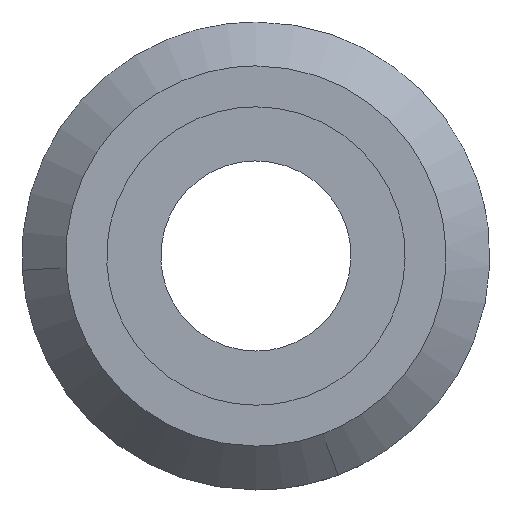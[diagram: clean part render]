
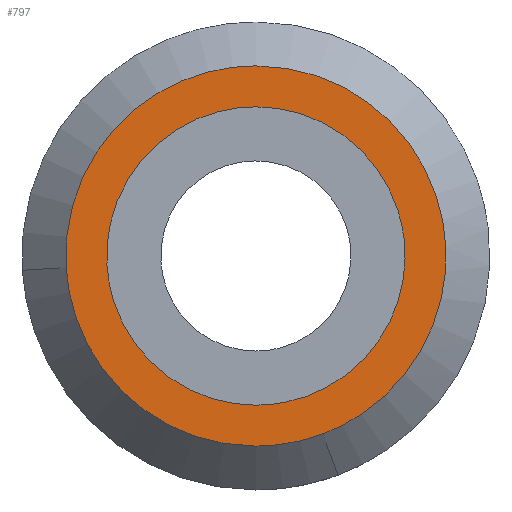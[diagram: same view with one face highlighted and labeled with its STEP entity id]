
A CAD part, front view. The second image highlights one B-rep face of the part: STEP entity #797.
In plain terms, the highlighted free-form (B-spline) face has degree [1, 1] with [2, 2] control points.
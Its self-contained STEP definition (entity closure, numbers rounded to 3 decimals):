
#79=CARTESIAN_POINT('',(2.286,-1.5,-6.085));
#80=VERTEX_POINT('',#79);
#86=CARTESIAN_POINT('',(0.0,-1.5,-6.5));
#87=VERTEX_POINT('',#86);
#88=CARTESIAN_POINT('',(2.286,-1.5,-6.085));
#89=CARTESIAN_POINT('',(1.18,-1.5,-6.5));
#90=CARTESIAN_POINT('',(0.0,-1.5,-6.5));
#98=(BOUNDED_CURVE()B_SPLINE_CURVE(2,(#88,#89,#90),.UNSPECIFIED.,.F.,.U.)B_SPLINE_CURVE_WITH_KNOTS((3,3),(0.44,0.5),.UNSPECIFIED.)CURVE()GEOMETRIC_REPRESENTATION_ITEM()RATIONAL_B_SPLINE_CURVE((0.893,0.93,1.0))REPRESENTATION_ITEM(''));
#99=EDGE_CURVE('',#80,#87,#98,.T.);
#101=CARTESIAN_POINT('',(-6.488,-1.5,-0.397));
#102=VERTEX_POINT('',#101);
#103=CARTESIAN_POINT('',(0.0,-1.5,-6.5));
#104=CARTESIAN_POINT('',(-6.115,-1.5,-6.5));
#105=CARTESIAN_POINT('',(-6.488,-1.5,-0.397));
#113=(BOUNDED_CURVE()B_SPLINE_CURVE(2,(#103,#104,#105),.UNSPECIFIED.,.F.,.U.)B_SPLINE_CURVE_WITH_KNOTS((3,3),(0.5,0.739),.UNSPECIFIED.)CURVE()GEOMETRIC_REPRESENTATION_ITEM()RATIONAL_B_SPLINE_CURVE((1.0,0.72,0.976))REPRESENTATION_ITEM(''));
#114=EDGE_CURVE('',#87,#102,#113,.T.);
#209=CARTESIAN_POINT('',(0.0,-1.5,6.5));
#210=VERTEX_POINT('',#209);
#211=CARTESIAN_POINT('',(-6.488,-1.5,-0.397));
#212=CARTESIAN_POINT('',(-6.5,-1.5,-0.199));
#213=CARTESIAN_POINT('',(-6.5,-1.5,0.0));
#214=CARTESIAN_POINT('',(-6.5,-1.5,6.5));
#215=CARTESIAN_POINT('',(0.0,-1.5,6.5));
#223=(BOUNDED_CURVE()B_SPLINE_CURVE(2,(#211,#212,#213,#214,#215),.UNSPECIFIED.,.F.,.U.)B_SPLINE_CURVE_WITH_KNOTS((3,2,3),(0.739,0.75,1.0),.UNSPECIFIED.)CURVE()GEOMETRIC_REPRESENTATION_ITEM()RATIONAL_B_SPLINE_CURVE((0.976,0.988,1.0,0.707,1.0))REPRESENTATION_ITEM(''));
#224=EDGE_CURVE('',#102,#210,#223,.T.);
#226=CARTESIAN_POINT('',(0.0,-1.5,6.5));
#227=CARTESIAN_POINT('',(6.5,-1.5,6.5));
#228=CARTESIAN_POINT('',(6.5,-1.5,0.0));
#229=CARTESIAN_POINT('',(6.5,-1.5,-4.502));
#230=CARTESIAN_POINT('',(2.286,-1.5,-6.085));
#238=(BOUNDED_CURVE()B_SPLINE_CURVE(2,(#226,#227,#228,#229,#230),.UNSPECIFIED.,.F.,.U.)B_SPLINE_CURVE_WITH_KNOTS((3,2,3),(0.0,0.25,0.44),.UNSPECIFIED.)CURVE()GEOMETRIC_REPRESENTATION_ITEM()RATIONAL_B_SPLINE_CURVE((1.0,0.707,1.0,0.777,0.893))REPRESENTATION_ITEM(''));
#239=EDGE_CURVE('',#210,#80,#238,.T.);
#614=CARTESIAN_POINT('',(-5.09,-1.5,-0.311));
#615=VERTEX_POINT('',#614);
#621=CARTESIAN_POINT('',(0.0,-1.5,-5.1));
#622=VERTEX_POINT('',#621);
#623=CARTESIAN_POINT('',(0.0,-1.5,-5.1));
#624=CARTESIAN_POINT('',(-4.798,-1.5,-5.1));
#625=CARTESIAN_POINT('',(-5.09,-1.5,-0.311));
#633=(BOUNDED_CURVE()B_SPLINE_CURVE(2,(#623,#624,#625),.UNSPECIFIED.,.F.,.U.)B_SPLINE_CURVE_WITH_KNOTS((3,3),(0.5,0.739),.UNSPECIFIED.)CURVE()GEOMETRIC_REPRESENTATION_ITEM()RATIONAL_B_SPLINE_CURVE((1.0,0.72,0.976))REPRESENTATION_ITEM(''));
#634=EDGE_CURVE('',#622,#615,#633,.T.);
#636=CARTESIAN_POINT('',(5.064,-1.5,0.602));
#637=VERTEX_POINT('',#636);
#638=CARTESIAN_POINT('',(5.064,-1.5,0.602));
#639=CARTESIAN_POINT('',(5.1,-1.5,0.302));
#640=CARTESIAN_POINT('',(5.1,-1.5,0.0));
#641=CARTESIAN_POINT('',(5.1,-1.5,-5.1));
#642=CARTESIAN_POINT('',(0.0,-1.5,-5.1));
#650=(BOUNDED_CURVE()B_SPLINE_CURVE(2,(#638,#639,#640,#641,#642),.UNSPECIFIED.,.F.,.U.)B_SPLINE_CURVE_WITH_KNOTS((3,2,3),(0.23,0.25,0.5),.UNSPECIFIED.)CURVE()GEOMETRIC_REPRESENTATION_ITEM()RATIONAL_B_SPLINE_CURVE((0.956,0.976,1.0,0.707,1.0))REPRESENTATION_ITEM(''));
#651=EDGE_CURVE('',#637,#622,#650,.T.);
#695=CARTESIAN_POINT('',(0.0,-1.5,5.1));
#696=VERTEX_POINT('',#695);
#697=CARTESIAN_POINT('',(0.0,-1.5,5.1));
#698=CARTESIAN_POINT('',(4.53,-1.5,5.1));
#699=CARTESIAN_POINT('',(5.064,-1.5,0.602));
#707=(BOUNDED_CURVE()B_SPLINE_CURVE(2,(#697,#698,#699),.UNSPECIFIED.,.F.,.U.)B_SPLINE_CURVE_WITH_KNOTS((3,3),(0.0,0.23),.UNSPECIFIED.)CURVE()GEOMETRIC_REPRESENTATION_ITEM()RATIONAL_B_SPLINE_CURVE((1.0,0.731,0.956))REPRESENTATION_ITEM(''));
#708=EDGE_CURVE('',#696,#637,#707,.T.);
#710=CARTESIAN_POINT('',(-5.09,-1.5,-0.311));
#711=CARTESIAN_POINT('',(-5.1,-1.5,-0.156));
#712=CARTESIAN_POINT('',(-5.1,-1.5,0.0));
#713=CARTESIAN_POINT('',(-5.1,-1.5,5.1));
#714=CARTESIAN_POINT('',(0.0,-1.5,5.1));
#722=(BOUNDED_CURVE()B_SPLINE_CURVE(2,(#710,#711,#712,#713,#714),.UNSPECIFIED.,.F.,.U.)B_SPLINE_CURVE_WITH_KNOTS((3,2,3),(0.739,0.75,1.0),.UNSPECIFIED.)CURVE()GEOMETRIC_REPRESENTATION_ITEM()RATIONAL_B_SPLINE_CURVE((0.976,0.988,1.0,0.707,1.0))REPRESENTATION_ITEM(''));
#723=EDGE_CURVE('',#615,#696,#722,.T.);
#780=CARTESIAN_POINT('',(-7.149,-1.5,7.149));
#781=CARTESIAN_POINT('',(-7.149,-1.5,-7.149));
#782=CARTESIAN_POINT('',(7.149,-1.5,7.149));
#783=CARTESIAN_POINT('',(7.149,-1.5,-7.149));
#784=B_SPLINE_SURFACE_WITH_KNOTS('',1,1,((#780,#782),(#781,#783)),.UNSPECIFIED.,.F.,.F.,.U.,(2,2),(2,2),(0.0,14.299),(0.0,14.298),.UNSPECIFIED.);
#785=ORIENTED_EDGE('',*,*,#224,.F.);
#786=ORIENTED_EDGE('',*,*,#114,.F.);
#787=ORIENTED_EDGE('',*,*,#99,.F.);
#788=ORIENTED_EDGE('',*,*,#239,.F.);
#789=EDGE_LOOP('',(#785,#786,#787,#788));
#790=FACE_OUTER_BOUND('',#789,.T.);
#791=ORIENTED_EDGE('',*,*,#634,.T.);
#792=ORIENTED_EDGE('',*,*,#723,.T.);
#793=ORIENTED_EDGE('',*,*,#708,.T.);
#794=ORIENTED_EDGE('',*,*,#651,.T.);
#795=EDGE_LOOP('',(#791,#792,#793,#794));
#796=FACE_BOUND('',#795,.T.);
#797=ADVANCED_FACE('',(#790,#796),#784,.T.);
